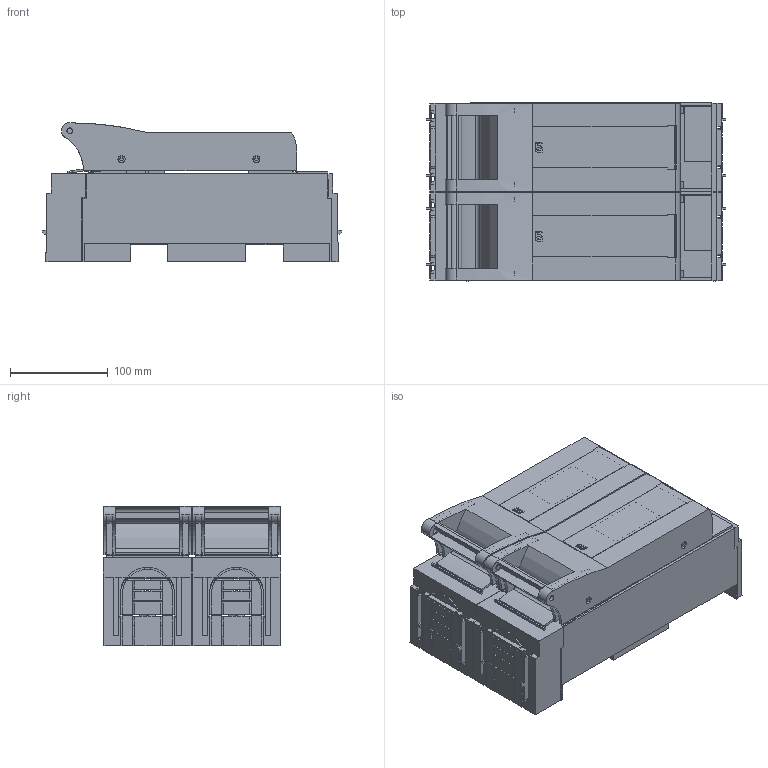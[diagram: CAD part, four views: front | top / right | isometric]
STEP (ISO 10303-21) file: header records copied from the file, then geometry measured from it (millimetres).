
FILE_DESCRIPTION((''),'2;1');
FILE_NAME('KETO-3-2_F_ASM','2021-03-29T',('marketing.praksa'),('Audax d.o.o.'),'CREO PARAMETRIC BY PTC INC, 2017480','CREO PARAMETRIC BY PTC INC, 2017480','');
FILE_SCHEMA(('AUTOMOTIVE_DESIGN { 1 0 10303 214 1 1 1 1 }'));
Products named in the file (24): 34240_L_KETO-TRENNERGEHAEUSE_GR; 158641_01_L_ANSCHLUSSLASCHE_G_1; 34241_L_KETO-SCHUTZABDECKUNG__1; 65746_SECHSKANTSCHRAUBE_M10X25; 66903_SPANNSCHEIBE_DIN6796_-10; 34242_L_KETO_SCHUTZABDECKUNG__1; 34205_L_FRONTPLATTE_GR3_1-POL_4; 34208_L01_SCHEIBE_GR1_1_2_3_1; ETI_LOGO_1_1_1_1_1_1_1_2_3_4__5; ETI_LOGO_2_1_1_1_1_1_1_2_3_4__6; ETI_LOGO_3_1_1_1_1_1_1_2_3_4__6; ASM0087_ASM; 31916_VERBINDUNGSCLIP; 85916_RASTNIET; 68366_ZYLINDERSTIFT_ISO_8734_-_; 68369_ZYLINDERSTIFT_ISO_8734_-_; 66113_SECHSKANTMUTTER_DIN934_M1; 34205_L_FRONTPLATTE_GR3_1-POL_5; 34208_L01_SCHEIBE_GR1_1_2_3_1_1; ETI_LOGO_1_1_1_1_1_1_1_2_3_4__6; ETI_LOGO_2_1_1_1_1_1_1_2_3_4__7; ETI_LOGO_3_1_1_1_1_1_1_2_3_4__7; AIRPLANE_ASM; KETO-3-2_F_ASM
Assembly tree (43 placements, depth 3):
  KETO-3-2_F_ASM
    34240_L_KETO-TRENNERGEHAEUSE_GR  x2
    158641_01_L_ANSCHLUSSLASCHE_G_1  x4
    34241_L_KETO-SCHUTZABDECKUNG__1  x2
    65746_SECHSKANTSCHRAUBE_M10X25  x4
    66903_SPANNSCHEIBE_DIN6796_-10  x4
    34242_L_KETO_SCHUTZABDECKUNG__1  x2
    ASM0087_ASM
      34205_L_FRONTPLATTE_GR3_1-POL_4
      34208_L01_SCHEIBE_GR1_1_2_3_1
      ETI_LOGO_1_1_1_1_1_1_1_2_3_4__5
      ETI_LOGO_2_1_1_1_1_1_1_2_3_4__6
      ETI_LOGO_3_1_1_1_1_1_1_2_3_4__6
    31916_VERBINDUNGSCLIP  x2
    85916_RASTNIET  x4
    68366_ZYLINDERSTIFT_ISO_8734_-_  x2
    68369_ZYLINDERSTIFT_ISO_8734_-_
    66113_SECHSKANTMUTTER_DIN934_M1  x4
    AIRPLANE_ASM
      34205_L_FRONTPLATTE_GR3_1-POL_5
      34208_L01_SCHEIBE_GR1_1_2_3_1_1
      ETI_LOGO_1_1_1_1_1_1_1_2_3_4__6
      ETI_LOGO_2_1_1_1_1_1_1_2_3_4__7
      ETI_LOGO_3_1_1_1_1_1_1_2_3_4__7
Bounding box: 306.73 x 182 x 142.3 mm (x, y, z)
Volume: 2410319.5 mm3; surface area: 894194.8 mm2
Topology: 41 solids, 41 shells, 3054 faces, 8965 edges, 5925 vertices
Faces by surface type: plane 2310, cylinder 564, cone 124, torus 32, sphere 16, bspline 8
Entity records: 80403 total; most frequent: CARTESIAN_POINT 11385, ORIENTED_EDGE 9588, DIRECTION 8798, PRESENTATION_STYLE_ASSIGNMENT 6104, STYLED_ITEM 6104, CURVE_STYLE 4794, EDGE_CURVE 4794, VECTOR 3552
